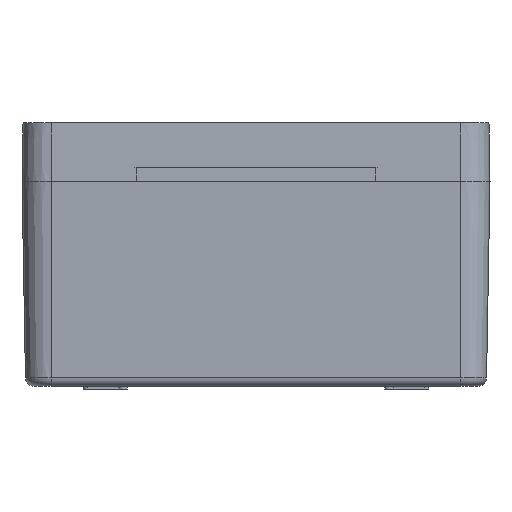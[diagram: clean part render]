
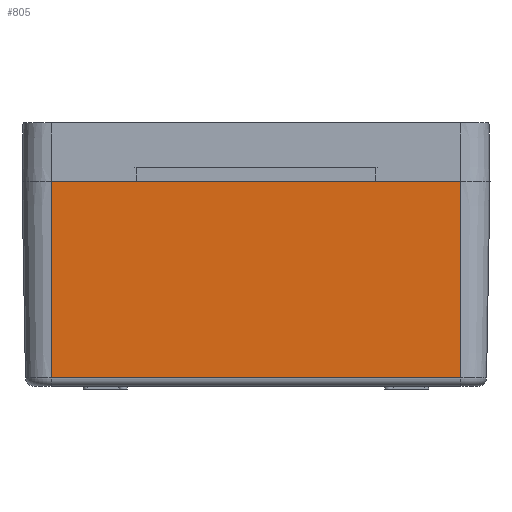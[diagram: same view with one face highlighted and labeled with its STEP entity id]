
A CAD part, left-side view. The second image highlights one B-rep face of the part: STEP entity #805.
In plain terms, the highlighted planar face has unit normal (-1, 0, -0.018).
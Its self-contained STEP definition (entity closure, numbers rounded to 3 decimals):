
#785=AXIS2_PLACEMENT_3D('Plane Axis2P3D',#782,#783,#784) ;
#247=CARTESIAN_POINT('Vertex',(0.,150.,71.)) ;
#250=CARTESIAN_POINT('Line Origine',(0.,80.,71.)) ;
#254=CARTESIAN_POINT('Vertex',(0.,10.,71.)) ;
#763=CARTESIAN_POINT('Line Origine',(-8721.203,150.,499708.398)) ;
#767=CARTESIAN_POINT('Vertex',(1.17,150.,3.948)) ;
#782=CARTESIAN_POINT('Axis2P3D Location',(0.,80.,71.)) ;
#787=CARTESIAN_POINT('Line Origine',(1.17,80.,3.948)) ;
#791=CARTESIAN_POINT('Vertex',(1.17,10.,3.948)) ;
#794=CARTESIAN_POINT('Line Origine',(0.585,10.,37.474)) ;
#251=DIRECTION('Vector Direction',(0.,1.,0.)) ;
#764=DIRECTION('Vector Direction',(-0.017,0.,1.)) ;
#783=DIRECTION('Axis2P3D Direction',(1.,0.,0.017)) ;
#784=DIRECTION('Axis2P3D XDirection',(0.,1.,0.)) ;
#788=DIRECTION('Vector Direction',(0.,1.,0.)) ;
#795=DIRECTION('Vector Direction',(-0.017,0.,1.)) ;
#252=VECTOR('Line Direction',#251,1.) ;
#765=VECTOR('Line Direction',#764,1.) ;
#789=VECTOR('Line Direction',#788,1.) ;
#796=VECTOR('Line Direction',#795,1.) ;
#800=ORIENTED_EDGE('',*,*,#793,.F.) ;
#801=ORIENTED_EDGE('',*,*,#798,.F.) ;
#802=ORIENTED_EDGE('',*,*,#256,.F.) ;
#803=ORIENTED_EDGE('',*,*,#769,.T.) ;
#805=ADVANCED_FACE('Hauptk\X2\00F6\X0\rper',(#804),#786,.F.) ;
#256=EDGE_CURVE('',#248,#255,#253,.F.) ;
#769=EDGE_CURVE('',#248,#768,#766,.F.) ;
#793=EDGE_CURVE('',#792,#768,#790,.T.) ;
#798=EDGE_CURVE('',#255,#792,#797,.F.) ;
#799=EDGE_LOOP('',(#800,#801,#802,#803)) ;
#804=FACE_OUTER_BOUND('',#799,.T.) ;
#253=LINE('Line',#250,#252) ;
#766=LINE('Line',#763,#765) ;
#790=LINE('Line',#787,#789) ;
#797=LINE('Line',#794,#796) ;
#786=PLANE('',#785) ;
#248=VERTEX_POINT('',#247) ;
#255=VERTEX_POINT('',#254) ;
#768=VERTEX_POINT('',#767) ;
#792=VERTEX_POINT('',#791) ;
